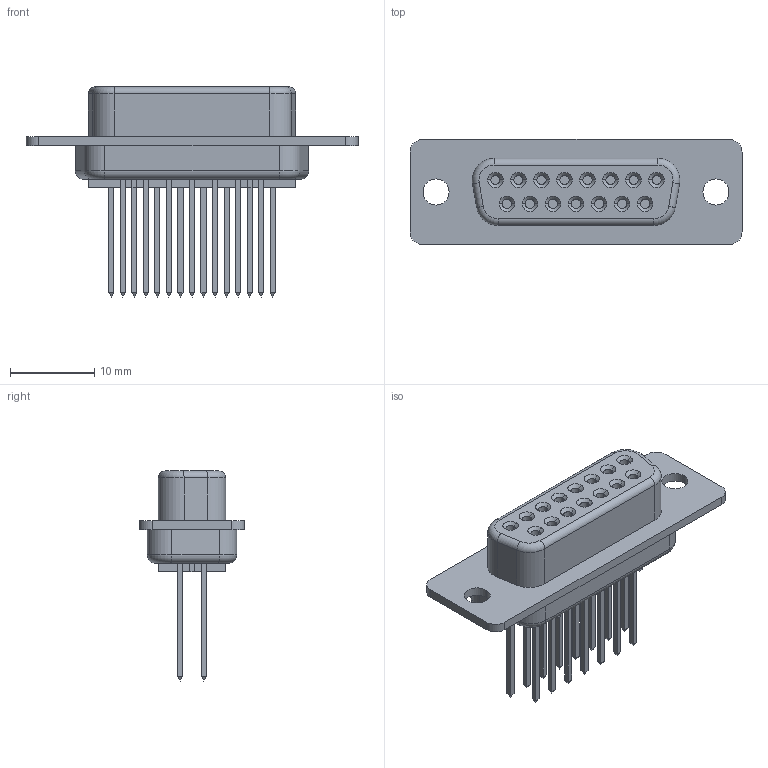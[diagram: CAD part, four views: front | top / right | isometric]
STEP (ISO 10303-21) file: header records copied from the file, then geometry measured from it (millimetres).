
FILE_DESCRIPTION((''),'2;1');
FILE_NAME('HARTING_09 67 015 4707.stp','2012-04-04T19:00:27',(''),(''),'Mechanical Desktop 2011','Mechanical Desktop 2011',', , ');
FILE_SCHEMA(('AUTOMOTIVE_DESIGN { 1 2 10303 214 1 1 1 1 }'));
Length unit declared in the file: millimetre
Products named in the file (1): Product
Bounding box: 39.5 x 12.5 x 25 mm (x, y, z)
Volume: 2735.8 mm3; surface area: 4665.9 mm2
Topology: 25 solids, 25 shells, 309 faces, 646 edges, 385 vertices
Faces by surface type: bspline 147, cylinder 70, plane 54, cone 30, torus 8
Entity records: 8138 total; most frequent: CARTESIAN_POINT 1782, ORIENTED_EDGE 1292, DIRECTION 1142, EDGE_CURVE 646, VECTOR 476, LINE 476, VERTEX_POINT 385, EDGE_LOOP 345
